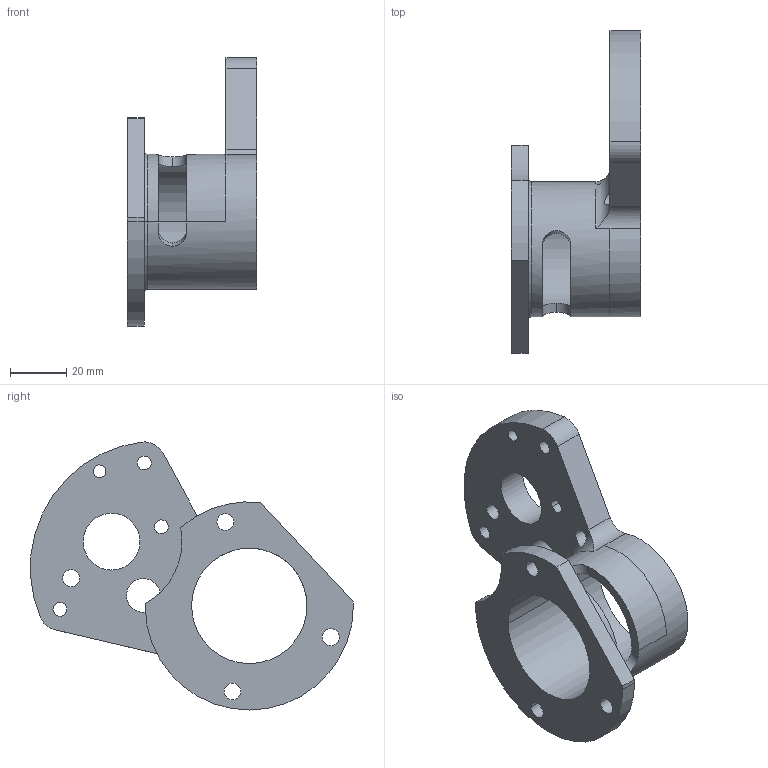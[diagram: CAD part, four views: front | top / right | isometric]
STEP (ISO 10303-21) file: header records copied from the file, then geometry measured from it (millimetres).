
FILE_DESCRIPTION(('CATIA V5 STEP Exchange'),'2;1');
FILE_NAME('Support_demarreur.stp','2017-08-09T17:56:48+00:00',('none'),('none'),'CATIA Version 5 Release 20 GA (IN-10)','CATIA V5 STEP AP203','none');
FILE_SCHEMA(('CONFIG_CONTROL_DESIGN'));
Length unit declared in the file: millimetre
Products named in the file (1): Support_demarreur
Bounding box: 45.85 x 114.7 x 95.25 mm (x, y, z)
Volume: 65097 mm3; surface area: 27644.4 mm2
Topology: 1 solids, 1 shells, 55 faces, 167 edges, 112 vertices
Faces by surface type: cylinder 42, plane 9, torus 4
Entity records: 1945 total; most frequent: CARTESIAN_POINT 442, ORIENTED_EDGE 334, DIRECTION 229, EDGE_CURVE 167, AXIS2_PLACEMENT_3D 134, VERTEX_POINT 111, CIRCLE 95, EDGE_LOOP 80
